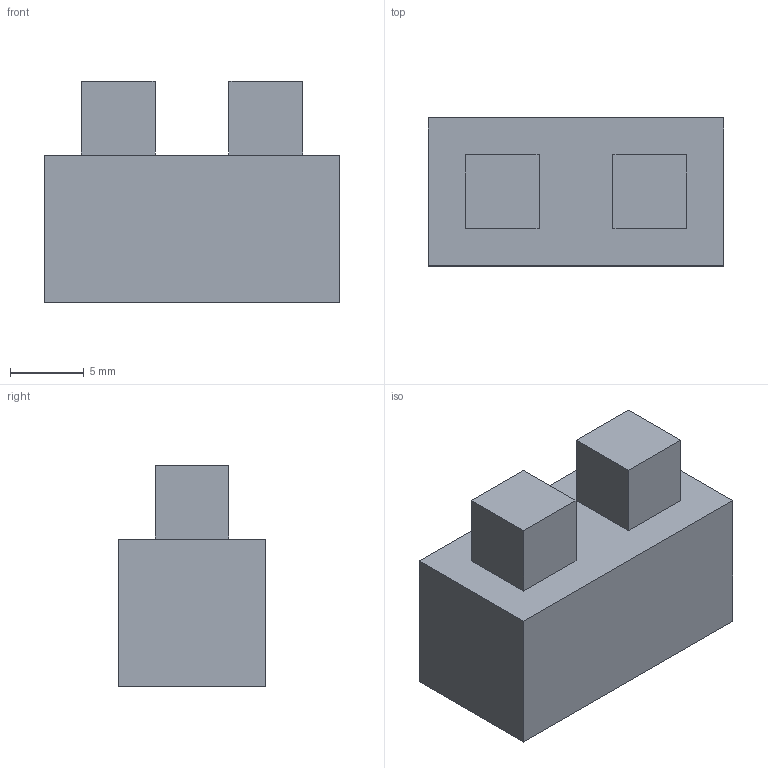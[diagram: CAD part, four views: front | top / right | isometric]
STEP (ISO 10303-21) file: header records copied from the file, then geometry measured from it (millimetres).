
FILE_DESCRIPTION(('FreeCAD Model'),'2;1');
FILE_NAME('cube_compound.step','2020-05-31T00:15:17',('Author'),(''), 'Open CASCADE STEP processor 7.0','FreeCAD','Unknown');
FILE_SCHEMA(('AUTOMOTIVE_DESIGN { 1 0 10303 214 1 1 1 1 }'));
Length unit declared in the file: millimetre
Products named in the file (1): BooleanFragments
Bounding box: 20 x 10 x 15 mm (x, y, z)
Volume: 2250 mm3; surface area: 1300 mm2
Topology: 3 solids, 3 shells, 20 faces, 44 edges, 32 vertices
Faces by surface type: plane 20
Entity records: 1259 total; most frequent: CARTESIAN_POINT 185, DIRECTION 174, LINE 132, VECTOR 132, ORIENTED_EDGE 88, PCURVE 88, DEFINITIONAL_REPRESENTATION 88, EDGE_CURVE 44
